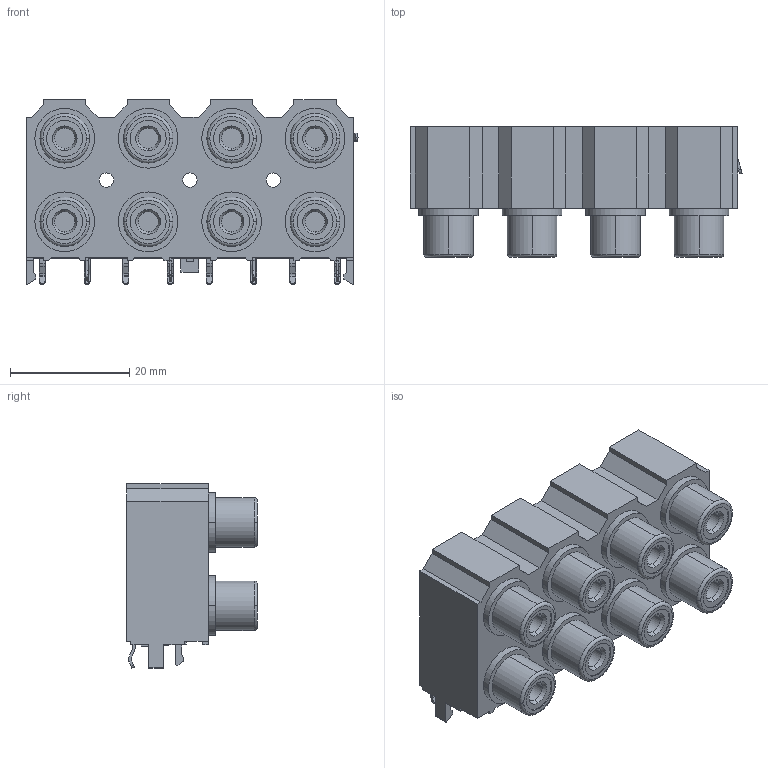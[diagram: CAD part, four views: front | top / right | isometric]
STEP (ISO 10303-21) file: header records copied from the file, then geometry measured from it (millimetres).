
FILE_DESCRIPTION(('FreeCAD Model'),'2;1');
FILE_NAME('pjras4x2u_Series.step', '2018-06-18T09:32:37',('kicad StepUp'),('ksu MCAD'), 'Open CASCADE STEP processor 7.2','FreeCAD','Unknown');
FILE_SCHEMA(('AUTOMOTIVE_DESIGN_CC2 { 1 2 10303 214 -1 1 5 4 }'));
Length unit declared in the file: millimetre
Products named in the file (1): pjras4x2u_Series
Bounding box: 55.7 x 21.89 x 31.01 mm (x, y, z)
Volume: 22109.6 mm3; surface area: 8355.9 mm2
Topology: 1 solids, 1 shells, 453 faces, 1203 edges, 800 vertices
Faces by surface type: plane 262, cylinder 157, torus 16, cone 16, bspline 2
Entity records: 14184 total; most frequent: CARTESIAN_POINT 2517, DIRECTION 2479, ORIENTED_EDGE 2406, EDGE_CURVE 1203, AXIS2_PLACEMENT_3D 846, VERTEX_POINT 800, LINE 787, VECTOR 787
